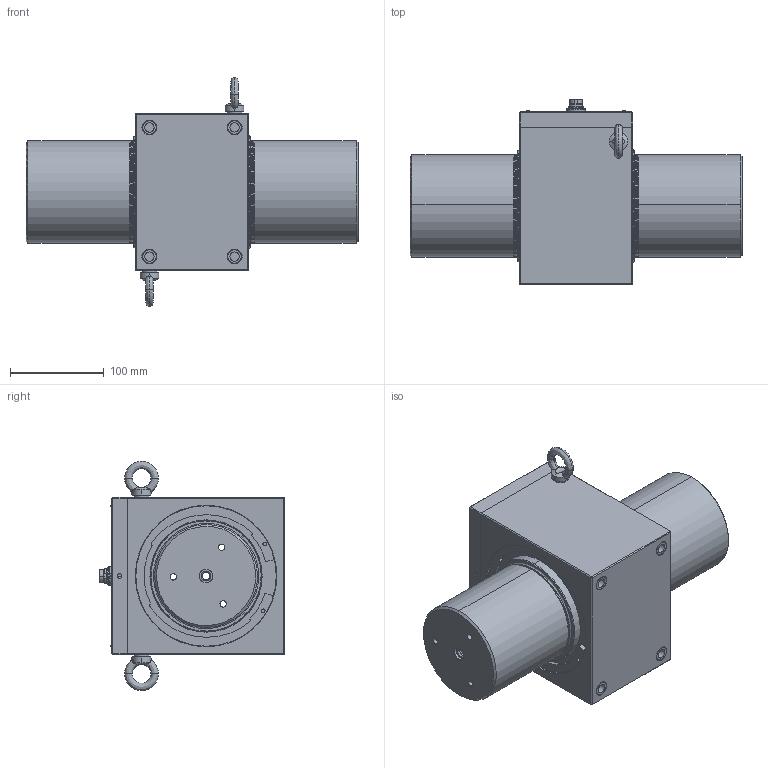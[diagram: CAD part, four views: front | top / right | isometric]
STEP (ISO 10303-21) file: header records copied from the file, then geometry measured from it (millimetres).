
FILE_DESCRIPTION (( 'STEP AP214' ), '1' );
FILE_NAME ('DRVL-VI.STEP', '2017-06-12T08:50:43', ( 'nsi' ), ( '' ), 'SwSTEP 2.0', 'SolidWorks 2017', '' );
FILE_SCHEMA (( 'AUTOMOTIVE_DESIGN' ));
Length unit declared in the file: millimetre
Products named in the file (2): DRVL-VI
Bounding box: 355 x 198.1 x 245.2 mm (x, y, z)
Surface area: 268956.7 mm2 (no closed solid volume)
Topology: 0 solids, 35 shells, 360 faces, 1124 edges, 788 vertices
Faces by surface type: cylinder 111, plane 109, cone 74, torus 32, bspline 20, sphere 14
Entity records: 17299 total; most frequent: CARTESIAN_POINT 3450, DIRECTION 2307, ORIENTED_EDGE 1772, EDGE_CURVE 1124, AXIS2_PLACEMENT_3D 930, VERTEX_POINT 788, CIRCLE 588, VECTOR 447
